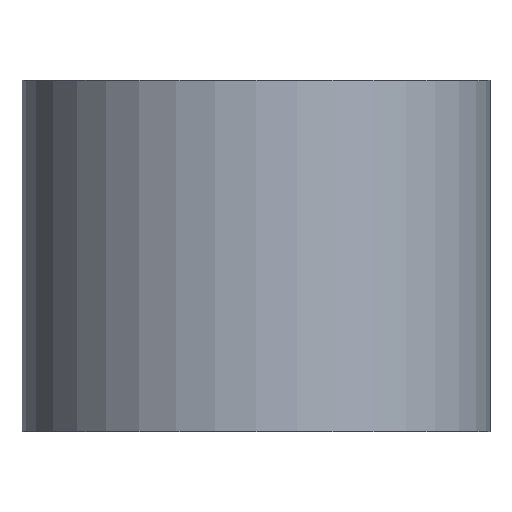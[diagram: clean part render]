
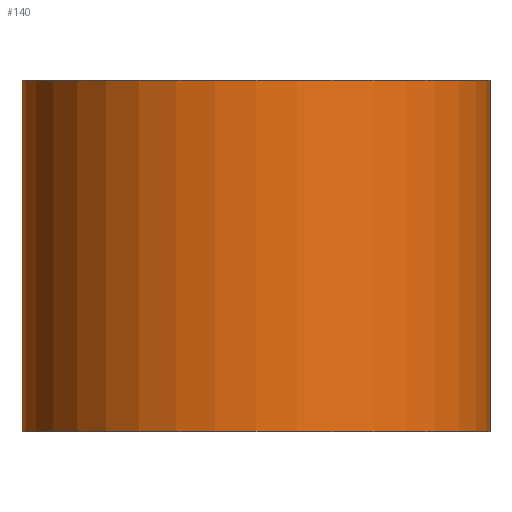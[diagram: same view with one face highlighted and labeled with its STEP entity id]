
A CAD part, front view. The second image highlights one B-rep face of the part: STEP entity #140.
In plain terms, the highlighted cylindrical face has radius 4 mm (diameter 8 mm), a partial arc.
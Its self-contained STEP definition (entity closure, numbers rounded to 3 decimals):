
#1 = DIRECTION ( 'NONE',  ( 1., 0., 0. ) ) ;
#6 = ORIENTED_EDGE ( 'NONE', *, *, #146, .T. ) ;
#9 = VERTEX_POINT ( 'NONE', #115 ) ;
#17 = DIRECTION ( 'NONE',  ( 0., 0., -1. ) ) ;
#22 = VERTEX_POINT ( 'NONE', #85 ) ;
#27 = CARTESIAN_POINT ( 'NONE',  ( 4., 0., 6. ) ) ;
#36 = ORIENTED_EDGE ( 'NONE', *, *, #198, .F. ) ;
#47 = ORIENTED_EDGE ( 'NONE', *, *, #73, .F. ) ;
#50 = VERTEX_POINT ( 'NONE', #213 ) ;
#53 = CIRCLE ( 'NONE', #159, 4. ) ;
#57 = CARTESIAN_POINT ( 'NONE',  ( 0., 0., 0. ) ) ;
#68 = LINE ( 'NONE', #27, #205 ) ;
#71 = CARTESIAN_POINT ( 'NONE',  ( 0., 0., 6. ) ) ;
#72 = DIRECTION ( 'NONE',  ( 1., 0., 0. ) ) ;
#73 = EDGE_CURVE ( 'NONE', #22, #50, #68, .T. ) ;
#76 = VERTEX_POINT ( 'NONE', #112 ) ;
#85 = CARTESIAN_POINT ( 'NONE',  ( 4., 0., 6. ) ) ;
#86 = EDGE_LOOP ( 'NONE', ( #47, #36, #119, #6 ) ) ;
#87 = VECTOR ( 'NONE', #17, 1000. ) ;
#88 = DIRECTION ( 'NONE',  ( 0., 0., 1. ) ) ;
#93 = CYLINDRICAL_SURFACE ( 'NONE', #162, 4. ) ;
#95 = CIRCLE ( 'NONE', #163, 4. ) ;
#100 = DIRECTION ( 'NONE',  ( -1., 0., 0. ) ) ;
#102 = CARTESIAN_POINT ( 'NONE',  ( -4., 0., 6. ) ) ;
#112 = CARTESIAN_POINT ( 'NONE',  ( -4., 0., 0. ) ) ;
#115 = CARTESIAN_POINT ( 'NONE',  ( -4., 0., 6. ) ) ;
#119 = ORIENTED_EDGE ( 'NONE', *, *, #201, .T. ) ;
#132 = DIRECTION ( 'NONE',  ( 0., 0., -1. ) ) ;
#134 = FACE_OUTER_BOUND ( 'NONE', #86, .T. ) ;
#140 = ADVANCED_FACE ( 'NONE', ( #134 ), #93, .T. ) ;
#146 = EDGE_CURVE ( 'NONE', #76, #50, #95, .T. ) ;
#159 = AXIS2_PLACEMENT_3D ( 'NONE', #193, #88, #1 ) ;
#162 = AXIS2_PLACEMENT_3D ( 'NONE', #71, #212, #100 ) ;
#163 = AXIS2_PLACEMENT_3D ( 'NONE', #57, #170, #72 ) ;
#170 = DIRECTION ( 'NONE',  ( 0., 0., 1. ) ) ;
#184 = LINE ( 'NONE', #102, #87 ) ;
#193 = CARTESIAN_POINT ( 'NONE',  ( 0., 0., 6. ) ) ;
#198 = EDGE_CURVE ( 'NONE', #9, #22, #53, .T. ) ;
#201 = EDGE_CURVE ( 'NONE', #9, #76, #184, .T. ) ;
#205 = VECTOR ( 'NONE', #132, 1000. ) ;
#212 = DIRECTION ( 'NONE',  ( 0., 0., -1. ) ) ;
#213 = CARTESIAN_POINT ( 'NONE',  ( 4., 0., 0. ) ) ;
